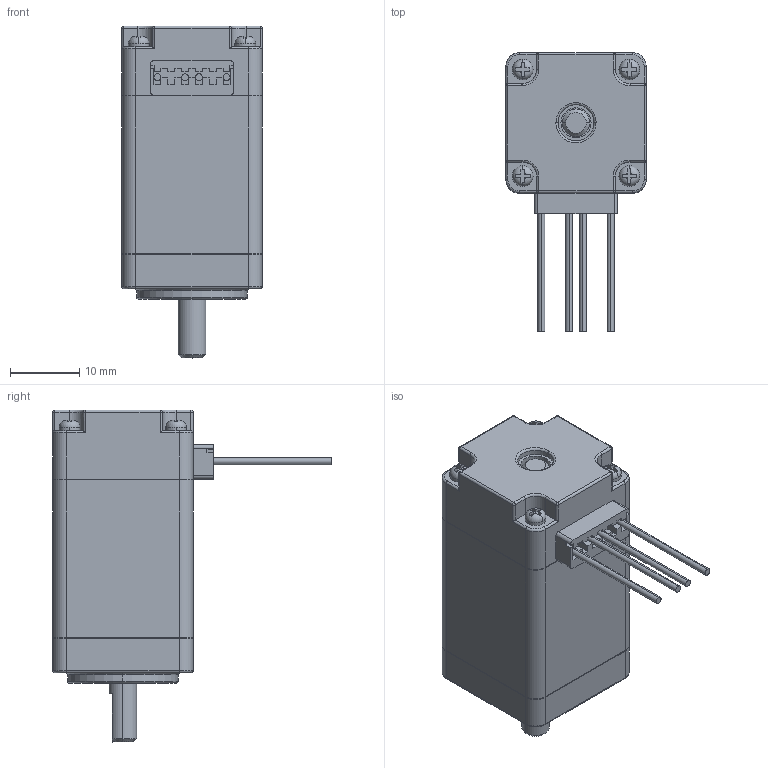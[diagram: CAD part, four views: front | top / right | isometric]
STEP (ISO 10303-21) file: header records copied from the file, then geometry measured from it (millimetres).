
FILE_DESCRIPTION (( 'STEP AP214' ), '1' );
FILE_NAME ('8HS15-0604S.STEP', '2018-03-05T04:41:36', ( '' ), ( '' ), 'SwSTEP 2.0', 'SolidWorks 2014', '' );
FILE_SCHEMA (( 'AUTOMOTIVE_DESIGN' ));
Length unit declared in the file: millimetre
Products named in the file (1): 8HS15-0604S
Bounding box: 20.3 x 40.3 x 48 mm (x, y, z)
Volume: 15855.8 mm3; surface area: 4617 mm2
Topology: 5 solids, 5 shells, 330 faces, 849 edges, 533 vertices
Faces by surface type: plane 182, cylinder 98, torus 29, cone 13, sphere 8
Entity records: 14321 total; most frequent: CARTESIAN_POINT 2712, ORIENTED_EDGE 1666, DIRECTION 1611, EDGE_CURVE 833, AXIS2_PLACEMENT_3D 550, VERTEX_POINT 533, VECTOR 511, LINE 511
